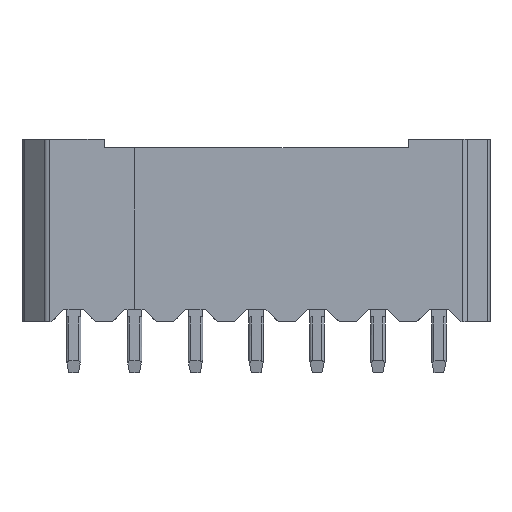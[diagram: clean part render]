
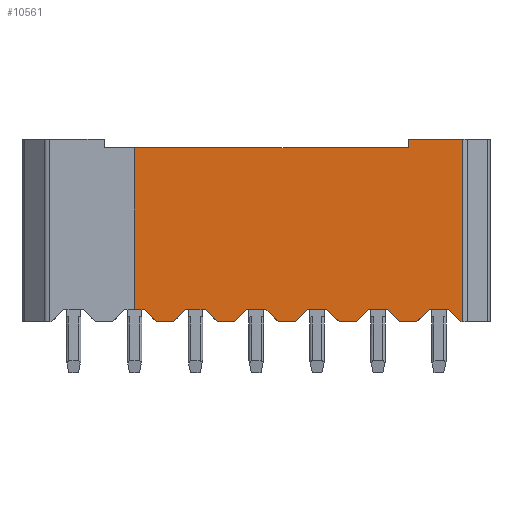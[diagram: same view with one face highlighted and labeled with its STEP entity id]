
A CAD part, front view. The second image highlights one B-rep face of the part: STEP entity #10561.
In plain terms, the highlighted planar face has unit normal (0, -1, 0).
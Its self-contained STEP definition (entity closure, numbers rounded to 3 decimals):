
#10561=ADVANCED_FACE('',(#22584),#22585,.T.);
#13801=VERTEX_POINT('',#25976);
#13803=EDGE_CURVE('',#13801,#25978,#25979,.T.);
#13899=VERTEX_POINT('',#26076);
#13903=VERTEX_POINT('',#26080);
#13905=EDGE_CURVE('',#13903,#13899,#26082,.T.);
#14105=VERTEX_POINT('',#26282);
#14109=EDGE_CURVE('',#13899,#14105,#26286,.T.);
#14117=VERTEX_POINT('',#26294);
#14119=EDGE_CURVE('',#13903,#14117,#26296,.T.);
#14149=EDGE_CURVE('',#13801,#14105,#26326,.T.);
#14381=VERTEX_POINT('',#26558);
#14385=VERTEX_POINT('',#26562);
#14387=EDGE_CURVE('',#14381,#14385,#26564,.T.);
#14465=VERTEX_POINT('',#26642);
#14471=EDGE_CURVE('',#14381,#14465,#26648,.T.);
#14523=VERTEX_POINT('',#26700);
#14527=EDGE_CURVE('',#14523,#14465,#26704,.T.);
#14547=EDGE_CURVE('',#14117,#14523,#26724,.T.);
#14781=VERTEX_POINT('',#26958);
#14785=VERTEX_POINT('',#26962);
#14787=EDGE_CURVE('',#14781,#14785,#26964,.T.);
#14865=VERTEX_POINT('',#27042);
#14871=EDGE_CURVE('',#14781,#14865,#27048,.T.);
#14923=VERTEX_POINT('',#27100);
#14927=EDGE_CURVE('',#14923,#14865,#27104,.T.);
#14947=EDGE_CURVE('',#14385,#14923,#27124,.T.);
#15323=VERTEX_POINT('',#27500);
#15327=VERTEX_POINT('',#27504);
#15329=EDGE_CURVE('',#15323,#15327,#27506,.T.);
#15373=VERTEX_POINT('',#27550);
#15379=EDGE_CURVE('',#15323,#15373,#27556,.T.);
#15425=VERTEX_POINT('',#27602);
#15429=EDGE_CURVE('',#15425,#15373,#27606,.T.);
#15447=EDGE_CURVE('',#14785,#15425,#27624,.T.);
#15631=VERTEX_POINT('',#27808);
#15635=VERTEX_POINT('',#27812);
#15637=EDGE_CURVE('',#15631,#15635,#27814,.T.);
#15715=VERTEX_POINT('',#27892);
#15721=EDGE_CURVE('',#15631,#15715,#27898,.T.);
#15773=VERTEX_POINT('',#27950);
#15777=EDGE_CURVE('',#15773,#15715,#27954,.T.);
#15797=EDGE_CURVE('',#15327,#15773,#27974,.T.);
#16017=VERTEX_POINT('',#28194);
#16021=VERTEX_POINT('',#28198);
#16023=EDGE_CURVE('',#16017,#16021,#28200,.T.);
#16165=VERTEX_POINT('',#28342);
#16171=EDGE_CURVE('',#16017,#16165,#28348,.T.);
#16217=VERTEX_POINT('',#28394);
#16219=EDGE_CURVE('',#16217,#25978,#28396,.T.);
#16221=VERTEX_POINT('',#28398);
#16223=EDGE_CURVE('',#16217,#16221,#28400,.T.);
#16225=EDGE_CURVE('',#16021,#16221,#28402,.T.);
#16227=VERTEX_POINT('',#28404);
#16229=EDGE_CURVE('',#16227,#16165,#28406,.T.);
#16231=EDGE_CURVE('',#15635,#16227,#28408,.T.);
#22584=FACE_OUTER_BOUND('',#39852,.T.);
#22585=PLANE('',#39853);
#25976=CARTESIAN_POINT('',(14.726,0.0,7.5));
#25978=VERTEX_POINT('',#46717);
#25979=LINE('',#46718,#46719);
#26076=CARTESIAN_POINT('',(16.951,0.0,0.));
#26080=CARTESIAN_POINT('',(16.876,0.0,0.));
#26082=LINE('',#46874,#46875);
#26282=CARTESIAN_POINT('',(16.951,0.0,7.5));
#26286=LINE('',#47271,#47272);
#26294=CARTESIAN_POINT('',(16.376,0.0,0.5));
#26296=LINE('',#47310,#47311);
#26326=LINE('',#47360,#47361);
#26558=CARTESIAN_POINT('',(14.376,0.0,0.));
#26562=CARTESIAN_POINT('',(13.876,0.0,0.5));
#26564=LINE('',#47745,#47746);
#26642=CARTESIAN_POINT('',(15.076,0.0,0.));
#26648=LINE('',#47880,#47881);
#26700=CARTESIAN_POINT('',(15.576,0.0,0.5));
#26704=LINE('',#47971,#47972);
#26724=LINE('',#48003,#48004);
#26958=CARTESIAN_POINT('',(11.876,0.0,0.));
#26962=CARTESIAN_POINT('',(11.376,0.0,0.5));
#26964=LINE('',#48393,#48394);
#27042=CARTESIAN_POINT('',(12.576,0.0,0.));
#27048=LINE('',#48528,#48529);
#27100=CARTESIAN_POINT('',(13.076,0.0,0.5));
#27104=LINE('',#48619,#48620);
#27124=LINE('',#48651,#48652);
#27500=CARTESIAN_POINT('',(9.376,0.0,0.));
#27504=CARTESIAN_POINT('',(8.876,0.0,0.5));
#27506=LINE('',#49271,#49272);
#27550=CARTESIAN_POINT('',(10.076,0.0,0.));
#27556=LINE('',#49350,#49351);
#27602=CARTESIAN_POINT('',(10.576,0.0,0.5));
#27606=LINE('',#49431,#49432);
#27624=LINE('',#49461,#49462);
#27808=CARTESIAN_POINT('',(6.876,0.0,0.));
#27812=CARTESIAN_POINT('',(6.376,0.0,0.5));
#27814=LINE('',#49769,#49770);
#27892=CARTESIAN_POINT('',(7.576,0.0,0.));
#27898=LINE('',#49904,#49905);
#27950=CARTESIAN_POINT('',(8.076,0.0,0.5));
#27954=LINE('',#49995,#49996);
#27974=LINE('',#50027,#50028);
#28194=CARTESIAN_POINT('',(4.376,0.0,0.));
#28198=CARTESIAN_POINT('',(3.876,0.0,0.5));
#28200=LINE('',#50397,#50398);
#28342=CARTESIAN_POINT('',(5.076,0.0,0.));
#28348=LINE('',#50635,#50636);
#28394=CARTESIAN_POINT('',(3.476,0.0,7.15));
#28396=LINE('',#50713,#50714);
#28398=CARTESIAN_POINT('',(3.476,0.0,0.5));
#28400=LINE('',#50719,#50720);
#28402=LINE('',#50723,#50724);
#28404=CARTESIAN_POINT('',(5.576,0.0,0.5));
#28406=LINE('',#50729,#50730);
#28408=LINE('',#50733,#50734);
#39852=EDGE_LOOP('',(#61337,#61338,#61339,#61340,#61341,#61342,#61343,#61344,#61345,#61346,#61347,#61348,#61349,#61350,#61351,#61352,#61353,#61354,#61355,#61356,#61357,#61358,#61359,#61360,#61361,#61362,#61363,#61364));
#39853=AXIS2_PLACEMENT_3D('',#61365,#61366,#61367);
#46717=CARTESIAN_POINT('',(14.726,0.0,7.15));
#46718=CARTESIAN_POINT('',(14.726,0.0,7.5));
#46719=VECTOR('',#62998,1.0);
#46874=CARTESIAN_POINT('',(16.876,0.0,0.));
#46875=VECTOR('',#63037,1.0);
#47271=CARTESIAN_POINT('',(16.951,0.0,0.));
#47272=VECTOR('',#63116,1.0);
#47310=CARTESIAN_POINT('',(16.876,0.0,0.));
#47311=VECTOR('',#63118,1.0);
#47360=CARTESIAN_POINT('',(14.726,0.0,7.5));
#47361=VECTOR('',#63133,1.0);
#47745=CARTESIAN_POINT('',(14.376,0.0,0.));
#47746=VECTOR('',#63196,1.0);
#47880=CARTESIAN_POINT('',(14.376,0.0,0.0));
#47881=VECTOR('',#63239,1.0);
#47971=CARTESIAN_POINT('',(15.576,0.0,0.5));
#47972=VECTOR('',#63259,1.0);
#48003=CARTESIAN_POINT('',(15.976,0.0,0.5));
#48004=VECTOR('',#63265,1.0);
#48393=CARTESIAN_POINT('',(11.876,0.0,0.));
#48394=VECTOR('',#63340,1.0);
#48528=CARTESIAN_POINT('',(11.876,0.0,0.0));
#48529=VECTOR('',#63383,1.0);
#48619=CARTESIAN_POINT('',(13.076,0.0,0.5));
#48620=VECTOR('',#63403,1.0);
#48651=CARTESIAN_POINT('',(13.476,0.0,0.5));
#48652=VECTOR('',#63409,1.0);
#49271=CARTESIAN_POINT('',(9.376,0.0,0.));
#49272=VECTOR('',#63533,1.0);
#49350=CARTESIAN_POINT('',(9.376,0.0,0.0));
#49351=VECTOR('',#63560,1.0);
#49431=CARTESIAN_POINT('',(10.576,0.0,0.5));
#49432=VECTOR('',#63578,1.0);
#49461=CARTESIAN_POINT('',(10.976,0.0,0.5));
#49462=VECTOR('',#63584,1.0);
#49769=CARTESIAN_POINT('',(6.876,0.0,0.));
#49770=VECTOR('',#63643,1.0);
#49904=CARTESIAN_POINT('',(6.876,0.0,0.0));
#49905=VECTOR('',#63686,1.0);
#49995=CARTESIAN_POINT('',(8.076,0.0,0.5));
#49996=VECTOR('',#63706,1.0);
#50027=CARTESIAN_POINT('',(8.476,0.0,0.5));
#50028=VECTOR('',#63712,1.0);
#50397=CARTESIAN_POINT('',(4.376,0.0,0.));
#50398=VECTOR('',#63784,1.0);
#50635=CARTESIAN_POINT('',(4.376,0.0,0.0));
#50636=VECTOR('',#63849,1.0);
#50713=CARTESIAN_POINT('',(3.476,0.0,7.15));
#50714=VECTOR('',#63864,1.0);
#50719=CARTESIAN_POINT('',(3.476,0.0,7.15));
#50720=VECTOR('',#63865,1.0);
#50723=CARTESIAN_POINT('',(3.876,0.0,0.5));
#50724=VECTOR('',#63866,1.0);
#50729=CARTESIAN_POINT('',(5.576,0.0,0.5));
#50730=VECTOR('',#63867,1.0);
#50733=CARTESIAN_POINT('',(5.976,0.0,0.5));
#50734=VECTOR('',#63868,1.0);
#61337=ORIENTED_EDGE('',*,*,#13803,.T.);
#61338=ORIENTED_EDGE('',*,*,#16219,.F.);
#61339=ORIENTED_EDGE('',*,*,#16223,.T.);
#61340=ORIENTED_EDGE('',*,*,#16225,.F.);
#61341=ORIENTED_EDGE('',*,*,#16023,.F.);
#61342=ORIENTED_EDGE('',*,*,#16171,.T.);
#61343=ORIENTED_EDGE('',*,*,#16229,.F.);
#61344=ORIENTED_EDGE('',*,*,#16231,.F.);
#61345=ORIENTED_EDGE('',*,*,#15637,.F.);
#61346=ORIENTED_EDGE('',*,*,#15721,.T.);
#61347=ORIENTED_EDGE('',*,*,#15777,.F.);
#61348=ORIENTED_EDGE('',*,*,#15797,.F.);
#61349=ORIENTED_EDGE('',*,*,#15329,.F.);
#61350=ORIENTED_EDGE('',*,*,#15379,.T.);
#61351=ORIENTED_EDGE('',*,*,#15429,.F.);
#61352=ORIENTED_EDGE('',*,*,#15447,.F.);
#61353=ORIENTED_EDGE('',*,*,#14787,.F.);
#61354=ORIENTED_EDGE('',*,*,#14871,.T.);
#61355=ORIENTED_EDGE('',*,*,#14927,.F.);
#61356=ORIENTED_EDGE('',*,*,#14947,.F.);
#61357=ORIENTED_EDGE('',*,*,#14387,.F.);
#61358=ORIENTED_EDGE('',*,*,#14471,.T.);
#61359=ORIENTED_EDGE('',*,*,#14527,.F.);
#61360=ORIENTED_EDGE('',*,*,#14547,.F.);
#61361=ORIENTED_EDGE('',*,*,#14119,.F.);
#61362=ORIENTED_EDGE('',*,*,#13905,.T.);
#61363=ORIENTED_EDGE('',*,*,#14109,.T.);
#61364=ORIENTED_EDGE('',*,*,#14149,.F.);
#61365=CARTESIAN_POINT('',(6.038,0.0,-0.179));
#61366=DIRECTION('',(0.0,-1.0,0.0));
#61367=DIRECTION('',(0.0,0.0,-1.0));
#62998=DIRECTION('',(0.0,0.0,-1.0));
#63037=DIRECTION('',(1.0,0.0,0.0));
#63116=DIRECTION('',(0.0,0.0,1.0));
#63118=DIRECTION('',(-0.707,0.0,0.707));
#63133=DIRECTION('',(1.0,0.0,0.0));
#63196=DIRECTION('',(-0.707,0.0,0.707));
#63239=DIRECTION('',(1.0,0.0,0.0));
#63259=DIRECTION('',(-0.707,0.0,-0.707));
#63265=DIRECTION('',(-1.0,0.0,0.0));
#63340=DIRECTION('',(-0.707,0.0,0.707));
#63383=DIRECTION('',(1.0,0.0,0.0));
#63403=DIRECTION('',(-0.707,0.0,-0.707));
#63409=DIRECTION('',(-1.0,0.0,0.0));
#63533=DIRECTION('',(-0.707,0.0,0.707));
#63560=DIRECTION('',(1.0,0.0,0.0));
#63578=DIRECTION('',(-0.707,0.0,-0.707));
#63584=DIRECTION('',(-1.0,0.0,0.0));
#63643=DIRECTION('',(-0.707,0.0,0.707));
#63686=DIRECTION('',(1.0,0.0,0.0));
#63706=DIRECTION('',(-0.707,0.0,-0.707));
#63712=DIRECTION('',(-1.0,0.0,0.0));
#63784=DIRECTION('',(-0.707,0.0,0.707));
#63849=DIRECTION('',(1.0,0.0,0.0));
#63864=DIRECTION('',(1.0,0.0,0.0));
#63865=DIRECTION('',(0.,0.0,-1.0));
#63866=DIRECTION('',(-1.0,0.0,0.0));
#63867=DIRECTION('',(-0.707,0.0,-0.707));
#63868=DIRECTION('',(-1.0,0.0,0.0));
